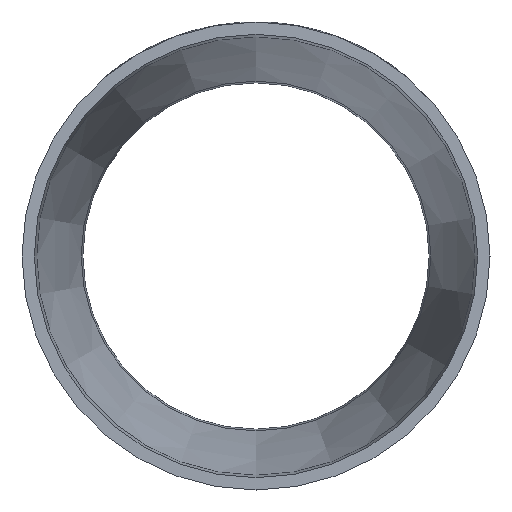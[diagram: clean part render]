
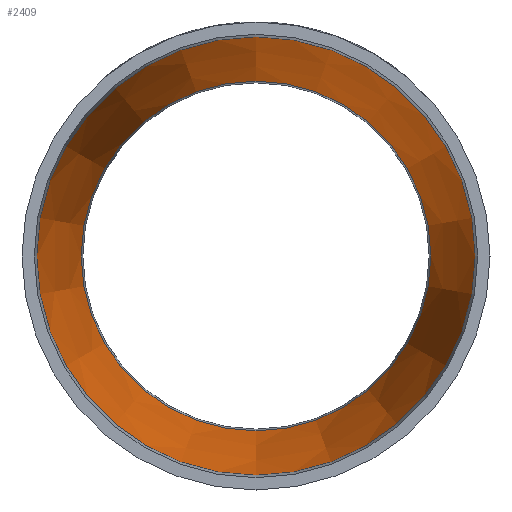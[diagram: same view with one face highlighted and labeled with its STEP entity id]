
A CAD part, front view. The second image highlights one B-rep face of the part: STEP entity #2409.
In plain terms, the highlighted conical face has half-angle 9.346 degrees and reference radius 35.652 mm.
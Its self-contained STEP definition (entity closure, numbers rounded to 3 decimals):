
#562 = EDGE_CURVE ( 'NONE', #10487, #10487, #16225, .T. ) ;
#1312 = DIRECTION ( 'NONE',  ( 0., 0., -1. ) ) ;
#1837 = AXIS2_PLACEMENT_3D ( 'NONE', #29543, #30005, #27840 ) ;
#2409 = ADVANCED_FACE ( 'NONE', ( #15392, #17976 ), #29250, .F. ) ;
#3101 = AXIS2_PLACEMENT_3D ( 'NONE', #24886, #27658, #13531 ) ;
#4490 = AXIS2_PLACEMENT_3D ( 'NONE', #17183, #19929, #1312 ) ;
#4887 = ORIENTED_EDGE ( 'NONE', *, *, #16572, .T. ) ;
#10487 = VERTEX_POINT ( 'NONE', #26877 ) ;
#10931 = CARTESIAN_POINT ( 'NONE',  ( 0., 42.42, -35.652 ) ) ;
#13531 = DIRECTION ( 'NONE',  ( 0., 0., -1. ) ) ;
#15392 = FACE_BOUND ( 'NONE', #25731, .T. ) ;
#16225 = CIRCLE ( 'NONE', #3101, 28.429 ) ;
#16572 = EDGE_CURVE ( 'NONE', #20527, #20527, #26483, .T. ) ;
#17183 = CARTESIAN_POINT ( 'NONE',  ( 0., 42.42, 0. ) ) ;
#17976 = FACE_OUTER_BOUND ( 'NONE', #28128, .T. ) ;
#19929 = DIRECTION ( 'NONE',  ( 0., -1., 0. ) ) ;
#20199 = ORIENTED_EDGE ( 'NONE', *, *, #562, .F. ) ;
#20527 = VERTEX_POINT ( 'NONE', #10931 ) ;
#24886 = CARTESIAN_POINT ( 'NONE',  ( 0., 86.306, 0. ) ) ;
#25731 = EDGE_LOOP ( 'NONE', ( #20199 ) ) ;
#26483 = CIRCLE ( 'NONE', #4490, 35.652 ) ;
#26877 = CARTESIAN_POINT ( 'NONE',  ( 0., 86.306, -28.429 ) ) ;
#27658 = DIRECTION ( 'NONE',  ( 0., -1., 0. ) ) ;
#27840 = DIRECTION ( 'NONE',  ( 0., 0., -1. ) ) ;
#28128 = EDGE_LOOP ( 'NONE', ( #4887 ) ) ;
#29250 = CONICAL_SURFACE ( 'NONE', #1837, 35.652, 0.163 ) ;
#29543 = CARTESIAN_POINT ( 'NONE',  ( 0., 42.42, 0. ) ) ;
#30005 = DIRECTION ( 'NONE',  ( 0., -1., 0. ) ) ;
